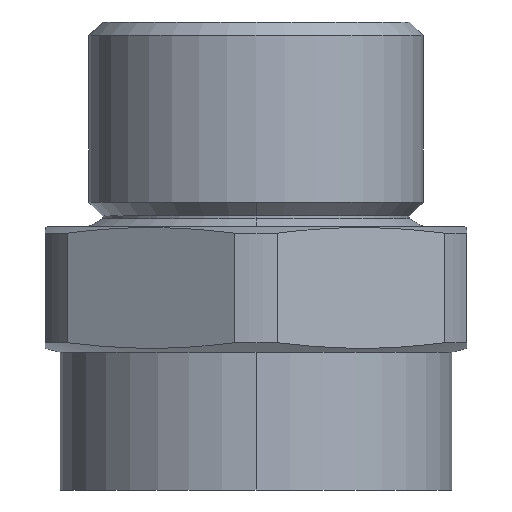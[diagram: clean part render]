
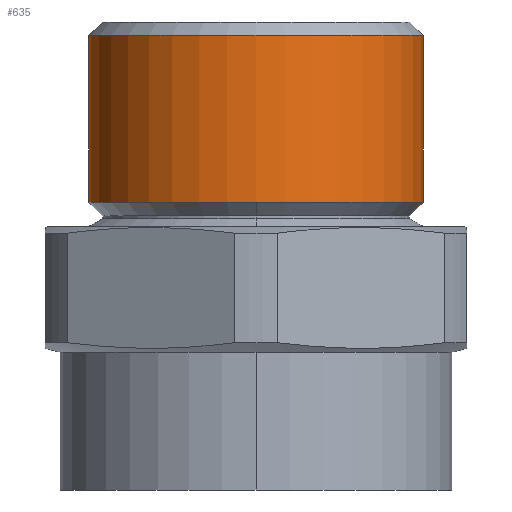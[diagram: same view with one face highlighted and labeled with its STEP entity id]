
A CAD part, front view. The second image highlights one B-rep face of the part: STEP entity #635.
In plain terms, the highlighted cylindrical face has radius 12.5 mm (diameter 25 mm), a partial arc.
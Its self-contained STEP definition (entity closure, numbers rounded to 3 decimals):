
#32 = LINE ( 'NONE', #901, #1165 ) ;
#85 = CARTESIAN_POINT ( 'NONE',  ( 0., 0., 34. ) ) ;
#91 = FACE_OUTER_BOUND ( 'NONE', #896, .T. ) ;
#99 = DIRECTION ( 'NONE',  ( 0., 0., -1. ) ) ;
#152 = VERTEX_POINT ( 'NONE', #1458 ) ;
#212 = CIRCLE ( 'NONE', #1154, 12.5 ) ;
#214 = EDGE_CURVE ( 'NONE', #152, #764, #1511, .T. ) ;
#279 = EDGE_CURVE ( 'NONE', #546, #1363, #212, .T. ) ;
#333 = CYLINDRICAL_SURFACE ( 'NONE', #511, 12.5 ) ;
#351 = DIRECTION ( 'NONE',  ( 0., 0., -1. ) ) ;
#368 = DIRECTION ( 'NONE',  ( 1., 0., 0. ) ) ;
#371 = CARTESIAN_POINT ( 'NONE',  ( 12.5, 0., 21.517 ) ) ;
#407 = DIRECTION ( 'NONE',  ( 0., 1., 0. ) ) ;
#511 = AXIS2_PLACEMENT_3D ( 'NONE', #532, #1476, #1187 ) ;
#532 = CARTESIAN_POINT ( 'NONE',  ( 0., 0., 0. ) ) ;
#546 = VERTEX_POINT ( 'NONE', #371 ) ;
#557 = EDGE_CURVE ( 'NONE', #989, #546, #32, .T. ) ;
#584 = CIRCLE ( 'NONE', #1513, 12.5 ) ;
#635 = ADVANCED_FACE ( 'NONE', ( #91 ), #333, .T. ) ;
#659 = CARTESIAN_POINT ( 'NONE',  ( -12.5, 0., 0. ) ) ;
#681 = CARTESIAN_POINT ( 'NONE',  ( -12.5, 0., 21.517 ) ) ;
#715 = ORIENTED_EDGE ( 'NONE', *, *, #214, .T. ) ;
#722 = ORIENTED_EDGE ( 'NONE', *, *, #1532, .T. ) ;
#739 = DIRECTION ( 'NONE',  ( 0., 0., -1. ) ) ;
#751 = DIRECTION ( 'NONE',  ( 0., 1., 0. ) ) ;
#764 = VERTEX_POINT ( 'NONE', #681 ) ;
#825 = CIRCLE ( 'NONE', #1464, 12.5 ) ;
#855 = EDGE_CURVE ( 'NONE', #1363, #764, #584, .T. ) ;
#896 = EDGE_LOOP ( 'NONE', ( #913, #722, #715, #1499, #1478 ) ) ;
#901 = CARTESIAN_POINT ( 'NONE',  ( 12.5, 0., 0. ) ) ;
#913 = ORIENTED_EDGE ( 'NONE', *, *, #557, .F. ) ;
#970 = CARTESIAN_POINT ( 'NONE',  ( 0., -12.5, 21.517 ) ) ;
#989 = VERTEX_POINT ( 'NONE', #1589 ) ;
#1154 = AXIS2_PLACEMENT_3D ( 'NONE', #1224, #1208, #407 ) ;
#1165 = VECTOR ( 'NONE', #99, 1000. ) ;
#1187 = DIRECTION ( 'NONE',  ( -1., 0., 0. ) ) ;
#1208 = DIRECTION ( 'NONE',  ( 0., 0., -1. ) ) ;
#1224 = CARTESIAN_POINT ( 'NONE',  ( 0., 0., 21.517 ) ) ;
#1363 = VERTEX_POINT ( 'NONE', #970 ) ;
#1458 = CARTESIAN_POINT ( 'NONE',  ( -12.5, 0., 34. ) ) ;
#1464 = AXIS2_PLACEMENT_3D ( 'NONE', #85, #739, #368 ) ;
#1476 = DIRECTION ( 'NONE',  ( 0., 0., -1. ) ) ;
#1478 = ORIENTED_EDGE ( 'NONE', *, *, #279, .F. ) ;
#1491 = VECTOR ( 'NONE', #1619, 1000. ) ;
#1499 = ORIENTED_EDGE ( 'NONE', *, *, #855, .F. ) ;
#1511 = LINE ( 'NONE', #659, #1491 ) ;
#1513 = AXIS2_PLACEMENT_3D ( 'NONE', #1573, #351, #751 ) ;
#1532 = EDGE_CURVE ( 'NONE', #989, #152, #825, .T. ) ;
#1573 = CARTESIAN_POINT ( 'NONE',  ( 0., 0., 21.517 ) ) ;
#1589 = CARTESIAN_POINT ( 'NONE',  ( 12.5, 0., 34. ) ) ;
#1619 = DIRECTION ( 'NONE',  ( 0., 0., -1. ) ) ;
